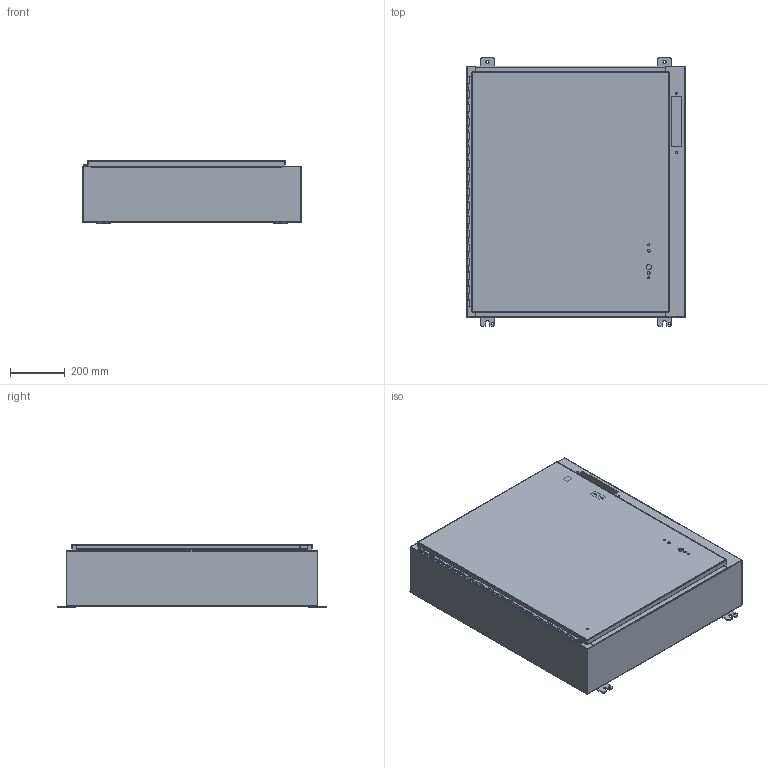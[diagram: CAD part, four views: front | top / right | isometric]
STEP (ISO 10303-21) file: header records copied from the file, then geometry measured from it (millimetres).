
FILE_DESCRIPTION(/* description */ ('ABN12 TUB (36X31X8)'),/* implementation_level */ '2;1');
FILE_NAME(/* name */ 'ABN12363108.stp',/* time_stamp */ '2014-06-13T15:36:07+05:00',/* author */ ('skumar2'),/* organization */ (''),/* preprocessor_version */ 'ST-DEVELOPER v15.2',/* originating_system */ 'Autodesk Inventor 2014',/* authorisation */ '');
FILE_SCHEMA (('AUTOMOTIVE_DESIGN { 1 0 10303 214 3 1 1 }'));
Length unit declared in the file: inch
Products named in the file (14): ABN12363108BKP; 388116; 34840; 328107T; 328107L; 328107P-1; 328107; ABN123631LID; 3881; HFW309112; 38811; 349129; 3099; ABN12363108
Bounding box: 797.05 x 977.9 x 229.26 mm (x, y, z)
Volume: 4451806.5 mm3; surface area: 4745754.7 mm2
Topology: 22 solids, 22 shells, 769 faces, 1987 edges, 1301 vertices
Faces by surface type: plane 465, cylinder 250, cone 28, bspline 18, torus 8
Full cylindrical faces by diameter (mm): 2.921 x2, 3.048 x25, 3.962 x2, 4.826 x2, 6.35 x3, 7.137 x4, 7.95 x4, 8.382 x12, 8.56 x1, 10.312 x2, 11.125 x4, 15.875 x6, 19.05 x1
Entity records: 21196 total; most frequent: CARTESIAN_POINT 4135, DIRECTION 3373, ORIENTED_EDGE 3336, EDGE_CURVE 1668, LINE 1181, VECTOR 1181, VERTEX_POINT 1130, AXIS2_PLACEMENT_3D 1096
